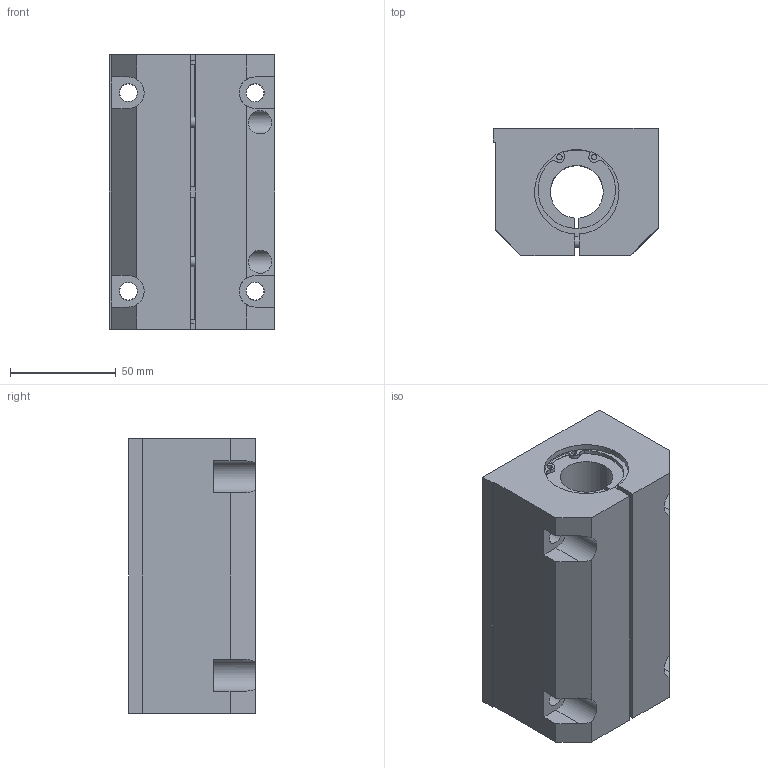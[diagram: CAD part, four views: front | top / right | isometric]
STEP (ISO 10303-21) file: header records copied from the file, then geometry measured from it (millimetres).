
FILE_DESCRIPTION(/* description */ ('Tandem Gehäuseeinheit geschlitz,einstellbar'),/* implementation_level */ '2;1');
FILE_NAME(/* name */ '121589-0.step',/* time_stamp */ '2021-08-11T10:31:11+02:00',/* author */ ('MuellerJ'),/* organization */ (''),/* preprocessor_version */ 'ST-DEVELOPER v18.1',/* originating_system */ 'Autodesk Inventor 2021',/* authorisation */ '');
FILE_SCHEMA (('AUTOMOTIVE_DESIGN { 1 0 10303 214 3 1 1 }'));
Length unit declared in the file: millimetre
Products named in the file (4): leer; leer_1; leer_2; leer_3
Assembly tree (5 placements, depth 2):
  leer
    leer_1
    leer_2  x2
    leer_3  x2
Bounding box: 78.25 x 60 x 130 mm (x, y, z)
Volume: 475935.9 mm3; surface area: 99966 mm2
Topology: 7 solids, 7 shells, 159 faces, 393 edges, 263 vertices
Faces by surface type: plane 90, cylinder 60, torus 7, cone 2
Full cylindrical faces by diameter (mm): 2.5 x4, 4.2 x1, 4.917 x4, 6.6 x2, 6.917 x1, 8 x1, 8.376 x4, 8.6 x4, 10 x2, 11 x2
Entity records: 4150 total; most frequent: CARTESIAN_POINT 754, DIRECTION 707, ORIENTED_EDGE 638, EDGE_CURVE 319, AXIS2_PLACEMENT_3D 254, VERTEX_POINT 215, LINE 199, VECTOR 199
